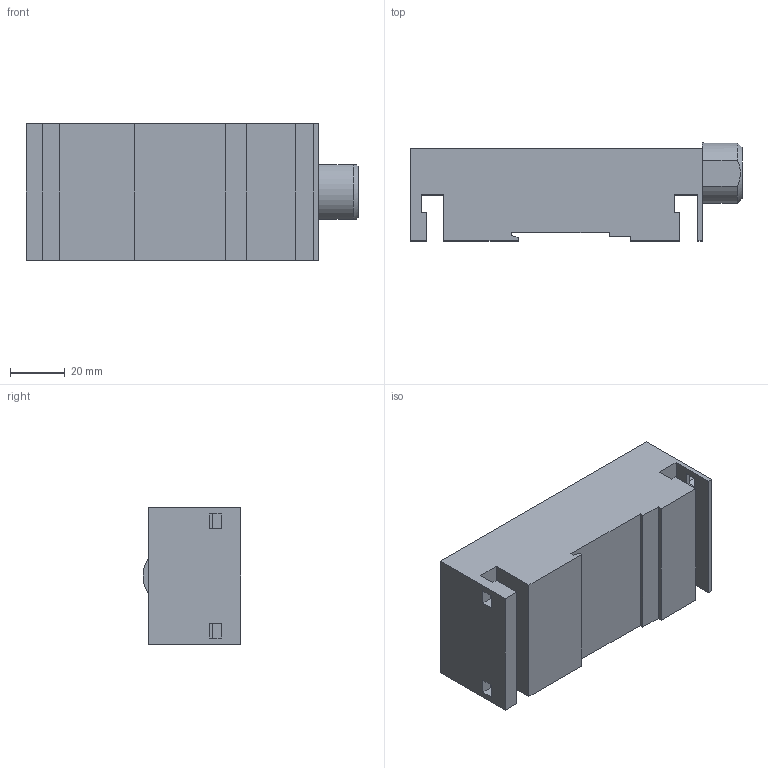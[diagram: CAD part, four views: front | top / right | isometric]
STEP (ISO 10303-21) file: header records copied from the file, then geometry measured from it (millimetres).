
FILE_DESCRIPTION(/* description */ ('STEP AP214'),/* implementation_level */ '2;1');
FILE_NAME(/* name */ '8022172_CPX-GE-EV-S-7_8-5POL-VL',/* time_stamp */ '2024-08-07T19:37:10+02:00',/* author */ ('License CC BY-ND 4.0'),/* organization */ ('CADENAS'),/* preprocessor_version */ 'ST-DEVELOPER v19.3',/* originating_system */ 'PARTsolutions',/* authorisation */ ' ');
FILE_SCHEMA (('AUTOMOTIVE_DESIGN {1 0 10303 214 3 1 1}'));
Length unit declared in the file: millimetre
Products named in the file (1): 8022172 CPX-GE-EV-S-7/8-5POL-VL
Bounding box: 121.8 x 35.91 x 50.1 mm (x, y, z)
Volume: 105650.4 mm3; surface area: 31673.5 mm2
Topology: 1 solids, 1 shells, 126 faces, 300 edges, 195 vertices
Faces by surface type: plane 77, cylinder 31, cone 9, torus 9
Full cylindrical faces by diameter (mm): 2 x1, 2.3 x5, 3.5 x5, 4.1 x4, 16.3 x1, 18.3 x1
Entity records: 3502 total; most frequent: DIRECTION 602, CARTESIAN_POINT 595, ORIENTED_EDGE 528, EDGE_CURVE 264, AXIS2_PLACEMENT_3D 213, VERTEX_POINT 194, EDGE_LOOP 190, FACE_BOUND 190
